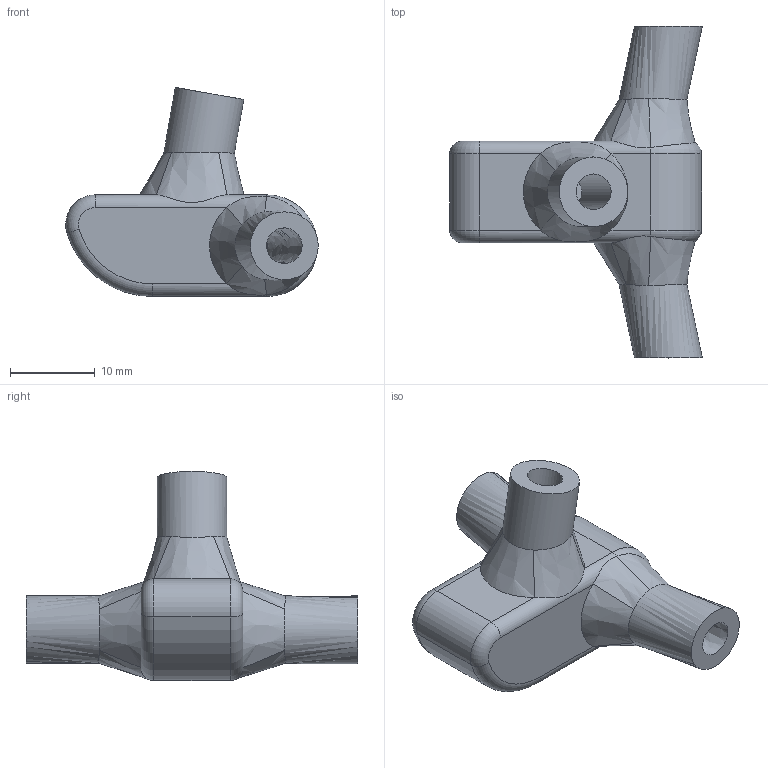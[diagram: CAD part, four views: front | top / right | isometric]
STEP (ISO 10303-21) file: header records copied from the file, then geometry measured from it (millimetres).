
FILE_DESCRIPTION(/* description */ (''),/* implementation_level */ '2;1');
FILE_NAME(/* name */ 'Rear_connector_empennage_conventional.step',/* time_stamp */ '2021-05-19T15:28:13+02:00',/* author */ (''),/* organization */ (''),/* preprocessor_version */ 'ST-DEVELOPER v18.1',/* originating_system */ 'Autodesk Translation Framework v10.6.0.1341',/* authorisation */ '');
FILE_SCHEMA (('AUTOMOTIVE_DESIGN { 1 0 10303 214 3 1 1 }'));
Length unit declared in the file: millimetre
Products named in the file (1): FusionComponent
Bounding box: 29.79 x 39.15 x 24.67 mm (x, y, z)
Volume: 5335.2 mm3; surface area: 3126.3 mm2
Topology: 1 solids, 1 shells, 40 faces, 90 edges, 53 vertices
Faces by surface type: bspline 16, cylinder 9, plane 9, torus 6
Full cylindrical faces by diameter (mm): 4.2 x1, 8.2 x1
Entity records: 1625 total; most frequent: CARTESIAN_POINT 786, ORIENTED_EDGE 180, DIRECTION 137, EDGE_CURVE 90, AXIS2_PLACEMENT_3D 54, VERTEX_POINT 53, EDGE_LOOP 43, FACE_OUTER_BOUND 40
